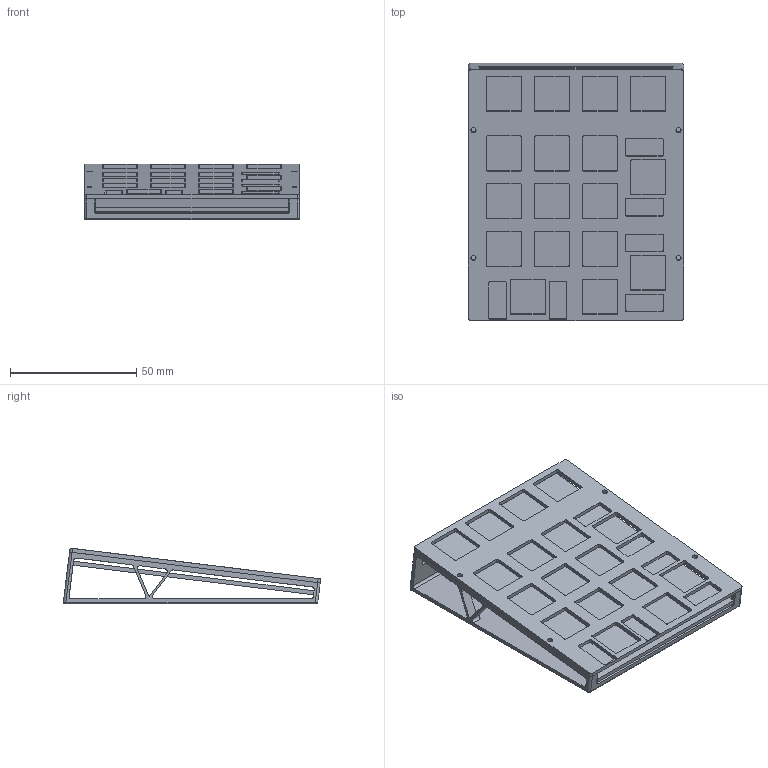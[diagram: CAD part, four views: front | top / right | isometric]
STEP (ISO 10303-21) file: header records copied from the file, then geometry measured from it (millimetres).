
FILE_DESCRIPTION(/* description */ (''),/* implementation_level */ '2;1');
FILE_NAME(/* name */ 'Fjordpad mark 0.5 OS v8.step',/* time_stamp */ '2022-05-09T09:25:03-04:00',/* author */ (''),/* organization */ (''),/* preprocessor_version */ 'ST-DEVELOPER v18.1',/* originating_system */ 'Autodesk Translation Framework v10.13.0.1454',/* authorisation */ '');
FILE_SCHEMA (('AUTOMOTIVE_DESIGN { 1 0 10303 214 3 1 1 }'));
Length unit declared in the file: millimetre
Products named in the file (4): Fjordpad mark 0.5 OS; Plate; Case; pcb
Assembly tree (3 placements, depth 2):
  Fjordpad mark 0.5 OS
    Plate
    Case
    pcb
Bounding box: 85.2 x 101.92 x 22.11 mm (x, y, z)
Volume: 40221.2 mm3; surface area: 50162.7 mm2
Topology: 3 solids, 3 shells, 279 faces, 817 edges, 542 vertices
Faces by surface type: cylinder 138, plane 137, bspline 4
Full cylindrical faces by diameter (mm): 2 x8, 6.5 x4
Entity records: 9714 total; most frequent: CARTESIAN_POINT 1771, DIRECTION 1659, ORIENTED_EDGE 1634, EDGE_CURVE 817, AXIS2_PLACEMENT_3D 564, VERTEX_POINT 542, LINE 531, VECTOR 531
